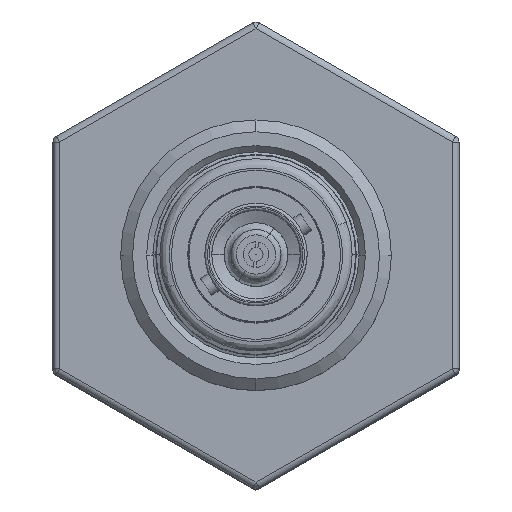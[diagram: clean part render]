
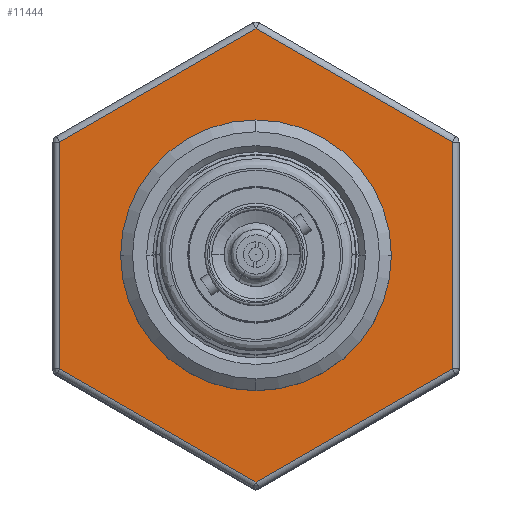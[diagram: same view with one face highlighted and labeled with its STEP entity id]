
A CAD part, top view. The second image highlights one B-rep face of the part: STEP entity #11444.
In plain terms, the highlighted planar face has unit normal (0, 0, 1).
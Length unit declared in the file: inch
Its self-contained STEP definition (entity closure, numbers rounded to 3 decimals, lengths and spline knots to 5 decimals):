
#468 = EDGE_CURVE ( 'NONE', #3477, #3475, #2310, .T. ) ;
#481 = EDGE_CURVE ( 'NONE', #3645, #3622, #2295, .T. ) ;
#482 = EDGE_CURVE ( 'NONE', #3640, #3645, #2294, .T. ) ;
#483 = EDGE_CURVE ( 'NONE', #3637, #3640, #2292, .T. ) ;
#484 = EDGE_CURVE ( 'NONE', #3638, #3637, #2290, .T. ) ;
#485 = EDGE_CURVE ( 'NONE', #3635, #3638, #2288, .T. ) ;
#486 = EDGE_CURVE ( 'NONE', #3622, #3635, #2286, .T. ) ;
#1103 = CIRCLE ( 'NONE', #5778, 0.46935 ) ;
#2283 = VECTOR ( 'NONE', #8107, 39.37008 ) ;
#2285 = VECTOR ( 'NONE', #8113, 39.37008 ) ;
#2286 = LINE ( 'NONE', #8112, #2283 ) ;
#2287 = VECTOR ( 'NONE', #8116, 39.37008 ) ;
#2288 = LINE ( 'NONE', #8114, #2285 ) ;
#2289 = VECTOR ( 'NONE', #8119, 39.37008 ) ;
#2290 = LINE ( 'NONE', #8118, #2287 ) ;
#2291 = VECTOR ( 'NONE', #8121, 39.37008 ) ;
#2292 = LINE ( 'NONE', #8120, #2289 ) ;
#2293 = VECTOR ( 'NONE', #8138, 39.37008 ) ;
#2294 = LINE ( 'NONE', #8122, #2291 ) ;
#2295 = LINE ( 'NONE', #8140, #2293 ) ;
#2310 = CIRCLE ( 'NONE', #11169, 0.46935 ) ;
#2889 = FACE_BOUND ( 'NONE', #8893, .T. ) ;
#2892 = FACE_OUTER_BOUND ( 'NONE', #8894, .T. ) ;
#3475 = VERTEX_POINT ( 'NONE', #5906 ) ;
#3477 = VERTEX_POINT ( 'NONE', #5908 ) ;
#3622 = VERTEX_POINT ( 'NONE', #6053 ) ;
#3635 = VERTEX_POINT ( 'NONE', #6066 ) ;
#3637 = VERTEX_POINT ( 'NONE', #6068 ) ;
#3638 = VERTEX_POINT ( 'NONE', #6069 ) ;
#3640 = VERTEX_POINT ( 'NONE', #6071 ) ;
#3645 = VERTEX_POINT ( 'NONE', #6076 ) ;
#5778 = AXIS2_PLACEMENT_3D ( 'NONE', #6325, #6326, #6327 ) ;
#5906 = CARTESIAN_POINT ( 'NONE',  ( -0.46935, 0., 2.00832 ) ) ;
#5908 = CARTESIAN_POINT ( 'NONE',  ( 0.46935, 0., 2.00832 ) ) ;
#6053 = CARTESIAN_POINT ( 'NONE',  ( 0.725, -0.41858, 2.00832 ) ) ;
#6066 = CARTESIAN_POINT ( 'NONE',  ( 0., -0.83716, 2.00832 ) ) ;
#6068 = CARTESIAN_POINT ( 'NONE',  ( -0.725, 0.41858, 2.00832 ) ) ;
#6069 = CARTESIAN_POINT ( 'NONE',  ( -0.725, -0.41858, 2.00832 ) ) ;
#6071 = CARTESIAN_POINT ( 'NONE',  ( 0., 0.83716, 2.00832 ) ) ;
#6076 = CARTESIAN_POINT ( 'NONE',  ( 0.725, 0.41858, 2.00832 ) ) ;
#6325 = CARTESIAN_POINT ( 'NONE',  ( 0., 0., 2.00832 ) ) ;
#6326 = DIRECTION ( 'NONE',  ( 0., 0., 1. ) ) ;
#6327 = DIRECTION ( 'NONE',  ( -1., 0., 0. ) ) ;
#7002 = ORIENTED_EDGE ( 'NONE', *, *, #10258, .F. ) ;
#7003 = ORIENTED_EDGE ( 'NONE', *, *, #468, .F. ) ;
#7004 = ORIENTED_EDGE ( 'NONE', *, *, #481, .F. ) ;
#7005 = ORIENTED_EDGE ( 'NONE', *, *, #482, .F. ) ;
#7006 = ORIENTED_EDGE ( 'NONE', *, *, #483, .F. ) ;
#7007 = ORIENTED_EDGE ( 'NONE', *, *, #484, .F. ) ;
#7008 = ORIENTED_EDGE ( 'NONE', *, *, #485, .F. ) ;
#7009 = ORIENTED_EDGE ( 'NONE', *, *, #486, .F. ) ;
#8107 = DIRECTION ( 'NONE',  ( -0.866, -0.5, 0. ) ) ;
#8112 = CARTESIAN_POINT ( 'NONE',  ( 0.7375, -0.41136, 2.00832 ) ) ;
#8113 = DIRECTION ( 'NONE',  ( -0.866, 0.5, 0. ) ) ;
#8114 = CARTESIAN_POINT ( 'NONE',  ( 0.0125, -0.84437, 2.00832 ) ) ;
#8116 = DIRECTION ( 'NONE',  ( 0., 1., 0. ) ) ;
#8118 = CARTESIAN_POINT ( 'NONE',  ( -0.725, -0.43301, 2.00832 ) ) ;
#8119 = DIRECTION ( 'NONE',  ( 0.866, 0.5, 0. ) ) ;
#8120 = CARTESIAN_POINT ( 'NONE',  ( -0.7375, 0.41136, 2.00832 ) ) ;
#8121 = DIRECTION ( 'NONE',  ( 0.866, -0.5, 0. ) ) ;
#8122 = CARTESIAN_POINT ( 'NONE',  ( -0.0125, 0.84437, 2.00832 ) ) ;
#8138 = DIRECTION ( 'NONE',  ( 0., -1., 0. ) ) ;
#8140 = CARTESIAN_POINT ( 'NONE',  ( 0.725, 0.43301, 2.00832 ) ) ;
#8184 = DIRECTION ( 'NONE',  ( -1., 0., 0. ) ) ;
#8188 = DIRECTION ( 'NONE',  ( 0., 0., 1. ) ) ;
#8189 = CARTESIAN_POINT ( 'NONE',  ( 0., 0., 2.00832 ) ) ;
#8893 = EDGE_LOOP ( 'NONE', ( #7002, #7003 ) ) ;
#8894 = EDGE_LOOP ( 'NONE', ( #7004, #7005, #7006, #7007, #7008, #7009 ) ) ;
#9690 = CARTESIAN_POINT ( 'NONE',  ( 0.75, 1.29904, 2.00832 ) ) ;
#9706 = PLANE ( 'NONE',  #10687 ) ;
#9708 = DIRECTION ( 'NONE',  ( 0., 0., -1. ) ) ;
#9709 = DIRECTION ( 'NONE',  ( -1., 0., 0. ) ) ;
#10258 = EDGE_CURVE ( 'NONE', #3475, #3477, #1103, .T. ) ;
#10687 = AXIS2_PLACEMENT_3D ( 'NONE', #9690, #9708, #9709 ) ;
#11169 = AXIS2_PLACEMENT_3D ( 'NONE', #8189, #8188, #8184 ) ;
#11444 = ADVANCED_FACE ( 'NONE', ( #2889, #2892 ), #9706, .F. ) ;
